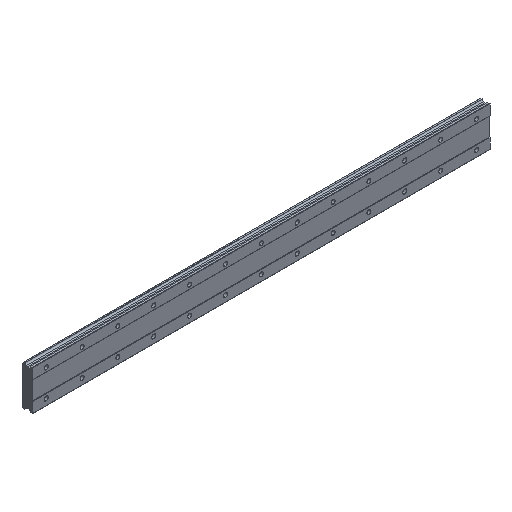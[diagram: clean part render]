
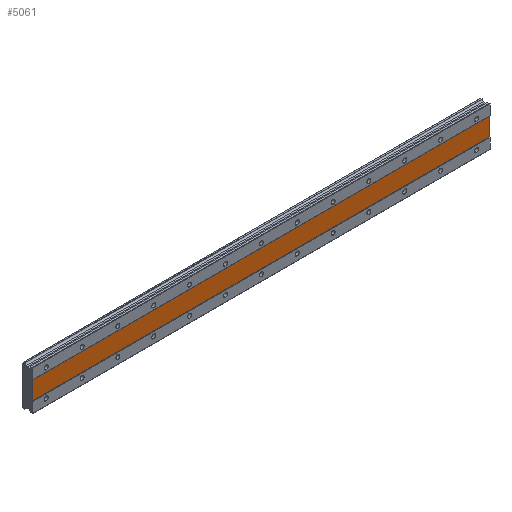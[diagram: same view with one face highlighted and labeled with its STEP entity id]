
A CAD part, isometric view. The second image highlights one B-rep face of the part: STEP entity #5061.
In plain terms, the highlighted planar face has unit normal (0, -1, 0).
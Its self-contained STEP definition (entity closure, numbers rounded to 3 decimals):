
#277 = VECTOR ( 'NONE', #3630, 1000. ) ;
#390 = VECTOR ( 'NONE', #2078, 1000. ) ;
#827 = CARTESIAN_POINT ( 'NONE',  ( -30., 1., 20. ) ) ;
#841 = CARTESIAN_POINT ( 'NONE',  ( -30., 1., -20. ) ) ;
#937 = CARTESIAN_POINT ( 'NONE',  ( 990., 1., 20. ) ) ;
#1614 = ORIENTED_EDGE ( 'NONE', *, *, #4684, .F. ) ;
#1621 = VERTEX_POINT ( 'NONE', #3493 ) ;
#1729 = ORIENTED_EDGE ( 'NONE', *, *, #4276, .F. ) ;
#1973 = LINE ( 'NONE', #2708, #2570 ) ;
#2078 = DIRECTION ( 'NONE',  ( -1., 0., 0. ) ) ;
#2107 = CARTESIAN_POINT ( 'NONE',  ( -30., 1., 20. ) ) ;
#2125 = VERTEX_POINT ( 'NONE', #841 ) ;
#2186 = EDGE_CURVE ( 'NONE', #1621, #2125, #3203, .T. ) ;
#2570 = VECTOR ( 'NONE', #4412, 1000. ) ;
#2708 = CARTESIAN_POINT ( 'NONE',  ( 990., 1., 20. ) ) ;
#2882 = DIRECTION ( 'NONE',  ( 0., 0., 1. ) ) ;
#3133 = VERTEX_POINT ( 'NONE', #2107 ) ;
#3203 = LINE ( 'NONE', #3276, #390 ) ;
#3252 = EDGE_CURVE ( 'NONE', #3133, #4083, #4042, .T. ) ;
#3276 = CARTESIAN_POINT ( 'NONE',  ( 990., 1., -20. ) ) ;
#3493 = CARTESIAN_POINT ( 'NONE',  ( 990., 1., -20. ) ) ;
#3630 = DIRECTION ( 'NONE',  ( 0., 0., 1. ) ) ;
#3683 = PLANE ( 'NONE',  #4487 ) ;
#3723 = DIRECTION ( 'NONE',  ( 1., 0., 0. ) ) ;
#3762 = FACE_OUTER_BOUND ( 'NONE', #4091, .T. ) ;
#3867 = VECTOR ( 'NONE', #3723, 1000. ) ;
#4042 = LINE ( 'NONE', #4120, #3867 ) ;
#4083 = VERTEX_POINT ( 'NONE', #4399 ) ;
#4091 = EDGE_LOOP ( 'NONE', ( #4392, #1614, #5018, #1729 ) ) ;
#4108 = DIRECTION ( 'NONE',  ( 0., 1., 0. ) ) ;
#4120 = CARTESIAN_POINT ( 'NONE',  ( 990., 1., 20. ) ) ;
#4276 = EDGE_CURVE ( 'NONE', #2125, #3133, #4338, .T. ) ;
#4338 = LINE ( 'NONE', #827, #277 ) ;
#4392 = ORIENTED_EDGE ( 'NONE', *, *, #2186, .F. ) ;
#4399 = CARTESIAN_POINT ( 'NONE',  ( 990., 1., 20. ) ) ;
#4412 = DIRECTION ( 'NONE',  ( 0., 0., -1. ) ) ;
#4487 = AXIS2_PLACEMENT_3D ( 'NONE', #937, #4108, #2882 ) ;
#4684 = EDGE_CURVE ( 'NONE', #4083, #1621, #1973, .T. ) ;
#5018 = ORIENTED_EDGE ( 'NONE', *, *, #3252, .F. ) ;
#5061 = ADVANCED_FACE ( 'NONE', ( #3762 ), #3683, .F. ) ;
